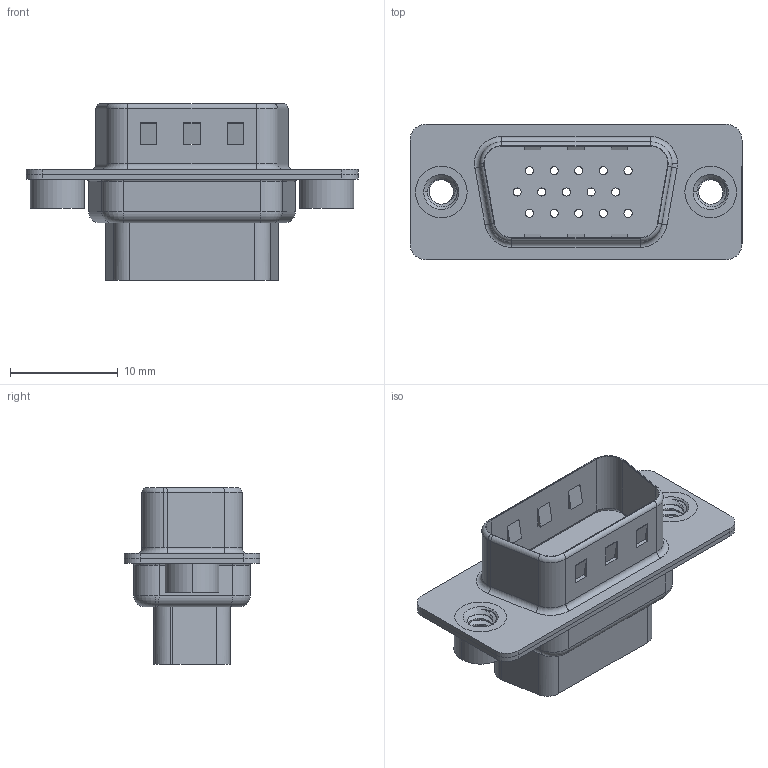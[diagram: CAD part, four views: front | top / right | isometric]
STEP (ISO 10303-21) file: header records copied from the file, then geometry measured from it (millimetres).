
FILE_DESCRIPTION (( 'STEP AP203' ), '1' );
FILE_NAME ('637-015-010-242.STEP', '2020-07-17T21:12:20', ( '' ), ( '' ), 'SwSTEP 2.0', 'SolidWorks 2020', '' );
FILE_SCHEMA (( 'CONFIG_CONTROL_DESIGN' ));
Length unit declared in the file: millimetre
Products named in the file (5): 637-015-010-242; 637 Shell Front_15 Contacts; 637 4-40 Threaded Rivet; 637 Housing_15 Contacts HP; 637 Shell Rear_15 Contacts
Assembly tree (5 placements, depth 2):
  637-015-010-242
    637 Housing_15 Contacts HP
    637 Shell Front_15 Contacts
    637 Shell Rear_15 Contacts
    637 4-40 Threaded Rivet  x2
Bounding box: 30.8 x 12.6 x 16.4 mm (x, y, z)
Volume: 1486.6 mm3; surface area: 3772 mm2
Topology: 5 solids, 5 shells, 424 faces, 1027 edges, 654 vertices
Faces by surface type: cylinder 219, plane 137, torus 50, cone 12, bspline 6
Entity records: 13584 total; most frequent: CARTESIAN_POINT 3485, DIRECTION 2144, ORIENTED_EDGE 1892, EDGE_CURVE 946, AXIS2_PLACEMENT_3D 849, VERTEX_POINT 602, EDGE_LOOP 486, CIRCLE 453
